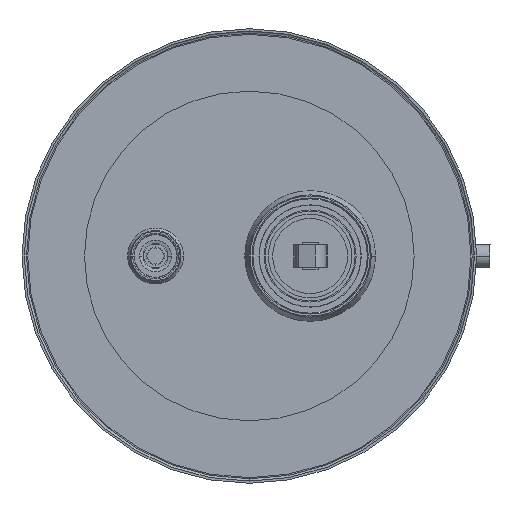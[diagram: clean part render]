
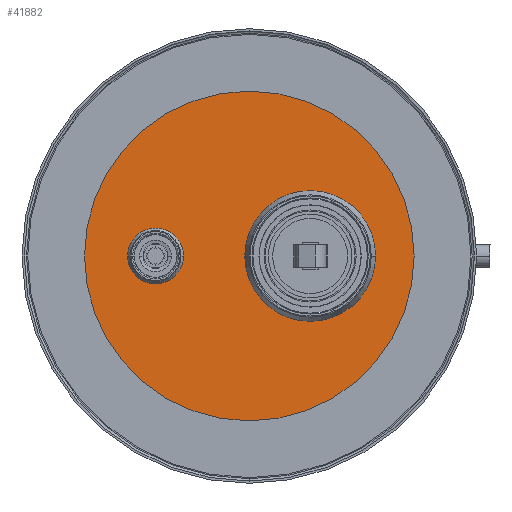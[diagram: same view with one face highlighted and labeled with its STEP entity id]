
A CAD part, left-side view. The second image highlights one B-rep face of the part: STEP entity #41882.
In plain terms, the highlighted planar face has unit normal (-1, 0, 0).
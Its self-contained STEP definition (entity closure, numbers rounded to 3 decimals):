
#40996=CARTESIAN_POINT('',(57.5,-41.25,0.));
#40997=DIRECTION('',(-1.,0.,0.));
#40998=DIRECTION('',(0.,-1.,0.));
#40999=AXIS2_PLACEMENT_3D('',#40996,#40997,#40998);
#41001=CARTESIAN_POINT('',(57.5,-41.25,0.));
#41002=DIRECTION('',(-1.,0.,0.));
#41003=DIRECTION('',(0.,1.,0.));
#41004=AXIS2_PLACEMENT_3D('',#41001,#41002,#41003);
#41006=CARTESIAN_POINT('',(57.5,0.,0.));
#41007=DIRECTION('',(-1.,0.,0.));
#41008=DIRECTION('',(0.,-1.,0.));
#41009=AXIS2_PLACEMENT_3D('',#41006,#41007,#41008);
#41011=CARTESIAN_POINT('',(57.5,0.,0.));
#41012=DIRECTION('',(-1.,0.,0.));
#41013=DIRECTION('',(0.,1.,0.));
#41014=AXIS2_PLACEMENT_3D('',#41011,#41012,#41013);
#41016=CARTESIAN_POINT('',(57.5,-68.,0.));
#41017=DIRECTION('',(-1.,0.,0.));
#41018=DIRECTION('',(0.,-1.,0.));
#41019=AXIS2_PLACEMENT_3D('',#41016,#41017,#41018);
#41021=CARTESIAN_POINT('',(57.5,-68.,0.));
#41022=DIRECTION('',(-1.,0.,0.));
#41023=DIRECTION('',(0.,1.,0.));
#41024=AXIS2_PLACEMENT_3D('',#41021,#41022,#41023);
#41434=CARTESIAN_POINT('',(57.5,-11.75,0.));
#41435=CARTESIAN_POINT('',(57.5,11.75,0.));
#41436=VERTEX_POINT('',#41434);
#41437=VERTEX_POINT('',#41435);
#41482=CARTESIAN_POINT('',(57.5,-95.,0.));
#41483=CARTESIAN_POINT('',(57.5,-41.,0.));
#41484=VERTEX_POINT('',#41482);
#41485=VERTEX_POINT('',#41483);
#41498=CARTESIAN_POINT('',(57.5,-113.75,0.));
#41499=CARTESIAN_POINT('',(57.5,31.25,0.));
#41500=VERTEX_POINT('',#41498);
#41501=VERTEX_POINT('',#41499);
#41860=CARTESIAN_POINT('',(57.5,-41.25,0.));
#41861=DIRECTION('',(-1.,0.,0.));
#41862=DIRECTION('',(0.,0.,-1.));
#41863=AXIS2_PLACEMENT_3D('',#41860,#41861,#41862);
#41864=PLANE('',#41863);
#41865=ORIENTED_EDGE('',*,*,#41843,.F.);
#41867=ORIENTED_EDGE('',*,*,#41866,.F.);
#41868=EDGE_LOOP('',(#41865,#41867));
#41869=FACE_OUTER_BOUND('',#41868,.F.);
#41871=ORIENTED_EDGE('',*,*,#41870,.T.);
#41873=ORIENTED_EDGE('',*,*,#41872,.T.);
#41874=EDGE_LOOP('',(#41871,#41873));
#41875=FACE_BOUND('',#41874,.F.);
#41877=ORIENTED_EDGE('',*,*,#41876,.T.);
#41879=ORIENTED_EDGE('',*,*,#41878,.T.);
#41880=EDGE_LOOP('',(#41877,#41879));
#41881=FACE_BOUND('',#41880,.F.);
#41882=ADVANCED_FACE('',(#41869,#41875,#41881),#41864,.T.);
#41000=CIRCLE('',#40999,72.5);
#41005=CIRCLE('',#41004,72.5);
#41010=CIRCLE('',#41009,11.75);
#41015=CIRCLE('',#41014,11.75);
#41020=CIRCLE('',#41019,27.);
#41025=CIRCLE('',#41024,27.);
#41843=EDGE_CURVE('',#41500,#41501,#41000,.T.);
#41866=EDGE_CURVE('',#41501,#41500,#41005,.T.);
#41870=EDGE_CURVE('',#41436,#41437,#41010,.T.);
#41872=EDGE_CURVE('',#41437,#41436,#41015,.T.);
#41876=EDGE_CURVE('',#41484,#41485,#41020,.T.);
#41878=EDGE_CURVE('',#41485,#41484,#41025,.T.);
